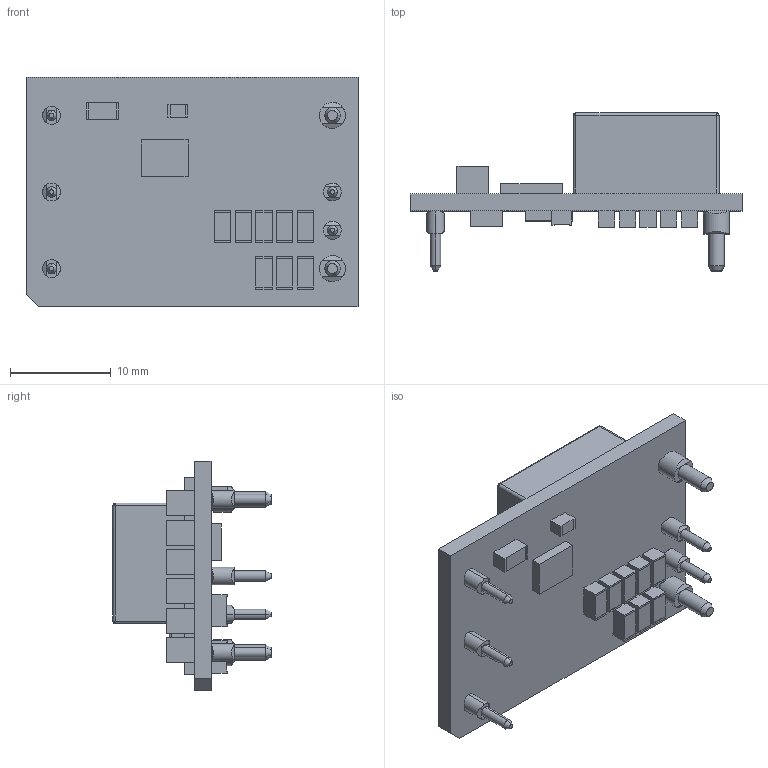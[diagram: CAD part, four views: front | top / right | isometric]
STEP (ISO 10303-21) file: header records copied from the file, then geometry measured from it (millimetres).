
FILE_DESCRIPTION (( 'STEP AP214' ), '1' );
FILE_NAME ('I6A24014A033V-000-R.STEP', '2021-08-24T09:12:11', ( '' ), ( '' ), 'SwSTEP 2.0', 'SolidWorks 2017', '' );
FILE_SCHEMA (( 'AUTOMOTIVE_DESIGN' ));
Length unit declared in the file: millimetre
Products named in the file (1): I6A24014A033V-000-R
Bounding box: 33.02 x 15.72 x 22.86 mm (x, y, z)
Volume: 3125.1 mm3; surface area: 3538.8 mm2
Topology: 29 solids, 36 shells, 498 faces, 1208 edges, 770 vertices
Faces by surface type: plane 403, cylinder 55, cone 28, bspline 12
Entity records: 14890 total; most frequent: CARTESIAN_POINT 3129, ORIENTED_EDGE 2392, DIRECTION 2258, EDGE_CURVE 1196, LINE 908, VECTOR 908, VERTEX_POINT 770, AXIS2_PLACEMENT_3D 675
